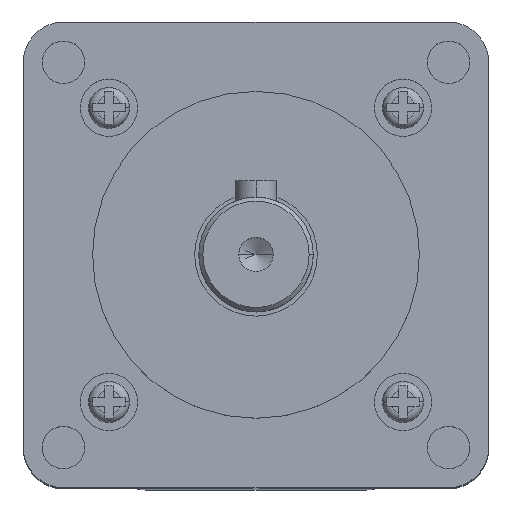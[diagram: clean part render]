
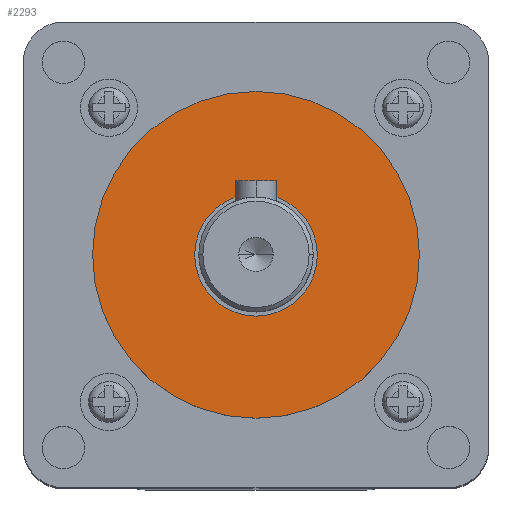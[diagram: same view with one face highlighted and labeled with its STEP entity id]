
A CAD part, top view. The second image highlights one B-rep face of the part: STEP entity #2293.
In plain terms, the highlighted planar face has unit normal (0, 0, 1).
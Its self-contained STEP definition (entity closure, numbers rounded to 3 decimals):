
#103 = VERTEX_POINT ( 'NONE', #4602 ) ;
#165 = DIRECTION ( 'NONE',  ( 1., 0., 0. ) ) ;
#359 = CIRCLE ( 'NONE', #1475, 7.5 ) ;
#392 = AXIS2_PLACEMENT_3D ( 'NONE', #3069, #951, #3911 ) ;
#706 = EDGE_CURVE ( 'NONE', #103, #1502, #359, .T. ) ;
#809 = CARTESIAN_POINT ( 'NONE',  ( 24.22, -16.26, 160. ) ) ;
#845 = DIRECTION ( 'NONE',  ( 0., 0., 1. ) ) ;
#856 = ORIENTED_EDGE ( 'NONE', *, *, #706, .F. ) ;
#948 = CIRCLE ( 'NONE', #4121, 20. ) ;
#951 = DIRECTION ( 'NONE',  ( 0., 0., 1. ) ) ;
#1207 = EDGE_CURVE ( 'NONE', #1466, #3386, #2632, .T. ) ;
#1262 = AXIS2_PLACEMENT_3D ( 'NONE', #3019, #845, #3798 ) ;
#1306 = DIRECTION ( 'NONE',  ( 0., 0., 1. ) ) ;
#1466 = VERTEX_POINT ( 'NONE', #809 ) ;
#1475 = AXIS2_PLACEMENT_3D ( 'NONE', #2947, #2373, #1752 ) ;
#1502 = VERTEX_POINT ( 'NONE', #5520 ) ;
#1752 = DIRECTION ( 'NONE',  ( 1., 0., 0. ) ) ;
#1757 = CIRCLE ( 'NONE', #3730, 7.5 ) ;
#1935 = EDGE_CURVE ( 'NONE', #1502, #103, #1757, .T. ) ;
#2293 = ADVANCED_FACE ( 'NONE', ( #4813, #2671 ), #2642, .T. ) ;
#2305 = CARTESIAN_POINT ( 'NONE',  ( 64.22, -16.26, 160. ) ) ;
#2373 = DIRECTION ( 'NONE',  ( 0., 0., 1. ) ) ;
#2629 = EDGE_LOOP ( 'NONE', ( #4528, #4754 ) ) ;
#2632 = CIRCLE ( 'NONE', #1262, 20. ) ;
#2642 = PLANE ( 'NONE',  #392 ) ;
#2671 = FACE_OUTER_BOUND ( 'NONE', #2629, .T. ) ;
#2714 = DIRECTION ( 'NONE',  ( 0., 0., 1. ) ) ;
#2947 = CARTESIAN_POINT ( 'NONE',  ( 44.22, -16.26, 160. ) ) ;
#3019 = CARTESIAN_POINT ( 'NONE',  ( 44.22, -16.26, 160. ) ) ;
#3069 = CARTESIAN_POINT ( 'NONE',  ( 44.22, -16.26, 160. ) ) ;
#3386 = VERTEX_POINT ( 'NONE', #2305 ) ;
#3479 = EDGE_CURVE ( 'NONE', #3386, #1466, #948, .T. ) ;
#3730 = AXIS2_PLACEMENT_3D ( 'NONE', #3831, #1306, #4270 ) ;
#3798 = DIRECTION ( 'NONE',  ( 1., 0., 0. ) ) ;
#3831 = CARTESIAN_POINT ( 'NONE',  ( 44.22, -16.26, 160. ) ) ;
#3911 = DIRECTION ( 'NONE',  ( 1., 0., 0. ) ) ;
#4121 = AXIS2_PLACEMENT_3D ( 'NONE', #5266, #2714, #165 ) ;
#4270 = DIRECTION ( 'NONE',  ( 1., 0., 0. ) ) ;
#4528 = ORIENTED_EDGE ( 'NONE', *, *, #1207, .T. ) ;
#4602 = CARTESIAN_POINT ( 'NONE',  ( 36.72, -16.26, 160. ) ) ;
#4754 = ORIENTED_EDGE ( 'NONE', *, *, #3479, .T. ) ;
#4813 = FACE_BOUND ( 'NONE', #5440, .T. ) ;
#4832 = ORIENTED_EDGE ( 'NONE', *, *, #1935, .F. ) ;
#5266 = CARTESIAN_POINT ( 'NONE',  ( 44.22, -16.26, 160. ) ) ;
#5440 = EDGE_LOOP ( 'NONE', ( #856, #4832 ) ) ;
#5520 = CARTESIAN_POINT ( 'NONE',  ( 51.72, -16.26, 160. ) ) ;
